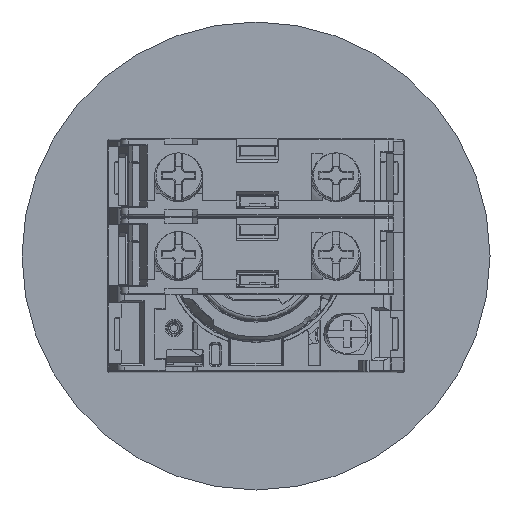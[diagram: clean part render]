
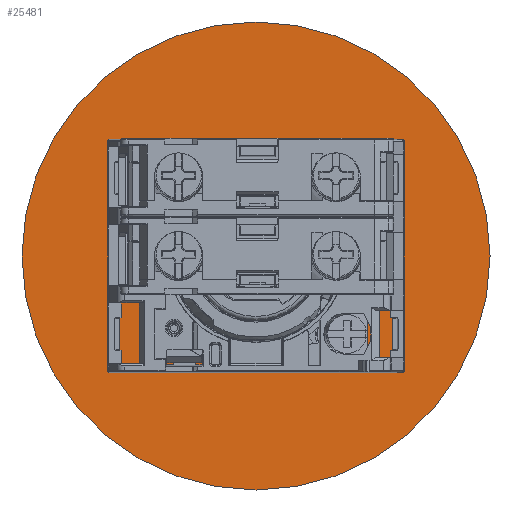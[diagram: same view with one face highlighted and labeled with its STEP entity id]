
A CAD part, front view. The second image highlights one B-rep face of the part: STEP entity #25481.
In plain terms, the highlighted face is planar.
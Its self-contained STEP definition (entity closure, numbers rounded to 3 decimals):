
#24689=CARTESIAN_POINT('',(0.,0.,-0.1));
#24690=DIRECTION('',(0.,0.,-1.));
#24691=DIRECTION('',(1.,0.,0.));
#24692=AXIS2_PLACEMENT_3D('',#24689,#24690,#24691);
#24694=CARTESIAN_POINT('',(0.,0.,-0.1));
#24695=DIRECTION('',(0.,0.,-1.));
#24696=DIRECTION('',(-1.,0.,0.));
#24697=AXIS2_PLACEMENT_3D('',#24694,#24695,#24696);
#24699=CARTESIAN_POINT('',(-8.273,10.324,-0.1));
#24700=DIRECTION('',(0.,0.,-1.));
#24701=DIRECTION('',(0.707,0.707,0.));
#24702=AXIS2_PLACEMENT_3D('',#24699,#24700,#24701);
#24704=DIRECTION('',(0.707,-0.707,0.));
#24705=VECTOR('',#24704,0.992);
#24706=CARTESIAN_POINT('',(-8.763,11.237,-0.1));
#24707=LINE('',#24706,#24705);
#24708=CARTESIAN_POINT('',(0.,0.,-0.1));
#24709=DIRECTION('',(0.,0.,1.));
#24710=DIRECTION('',(0.615,0.789,0.));
#24711=AXIS2_PLACEMENT_3D('',#24708,#24709,#24710);
#24713=DIRECTION('',(0.707,0.707,0.));
#24714=VECTOR('',#24713,0.992);
#24715=CARTESIAN_POINT('',(8.061,10.536,-0.1));
#24716=LINE('',#24715,#24714);
#24717=CARTESIAN_POINT('',(8.273,10.324,-0.1));
#24718=DIRECTION('',(0.,0.,-1.));
#24719=DIRECTION('',(-0.707,-0.707,0.));
#24720=AXIS2_PLACEMENT_3D('',#24717,#24718,#24719);
#24722=DIRECTION('',(-0.707,0.707,0.));
#24723=VECTOR('',#24722,3.076);
#24724=CARTESIAN_POINT('',(10.236,7.937,-0.1));
#24725=LINE('',#24724,#24723);
#24726=CARTESIAN_POINT('',(10.448,8.149,-0.1));
#24727=DIRECTION('',(0.,0.,-1.));
#24728=DIRECTION('',(0.,-1.,0.));
#24729=AXIS2_PLACEMENT_3D('',#24726,#24727,#24728);
#24731=CARTESIAN_POINT('',(0.,0.,-0.1));
#24732=DIRECTION('',(0.,0.,1.));
#24733=DIRECTION('',(0.835,-0.551,0.));
#24734=AXIS2_PLACEMENT_3D('',#24731,#24732,#24733);
#24736=CARTESIAN_POINT('',(10.448,-8.149,-0.1));
#24737=DIRECTION('',(0.,0.,-1.));
#24738=DIRECTION('',(-0.707,0.707,0.));
#24739=AXIS2_PLACEMENT_3D('',#24736,#24737,#24738);
#24741=DIRECTION('',(0.707,0.707,0.));
#24742=VECTOR('',#24741,3.076);
#24743=CARTESIAN_POINT('',(8.061,-10.112,-0.1));
#24744=LINE('',#24743,#24742);
#24745=CARTESIAN_POINT('',(8.273,-10.324,-0.1));
#24746=DIRECTION('',(0.,0.,-1.));
#24747=DIRECTION('',(-0.707,-0.707,0.));
#24748=AXIS2_PLACEMENT_3D('',#24745,#24746,#24747);
#24750=DIRECTION('',(-0.707,0.707,0.));
#24751=VECTOR('',#24750,0.992);
#24752=CARTESIAN_POINT('',(8.763,-11.237,-0.1));
#24753=LINE('',#24752,#24751);
#24754=CARTESIAN_POINT('',(0.,0.,-0.1));
#24755=DIRECTION('',(0.,0.,1.));
#24756=DIRECTION('',(-0.615,-0.789,0.));
#24757=AXIS2_PLACEMENT_3D('',#24754,#24755,#24756);
#24759=DIRECTION('',(-0.707,-0.707,0.));
#24760=VECTOR('',#24759,0.992);
#24761=CARTESIAN_POINT('',(-8.061,-10.536,-0.1));
#24762=LINE('',#24761,#24760);
#24763=CARTESIAN_POINT('',(-8.273,-10.324,-0.1));
#24764=DIRECTION('',(0.,0.,-1.));
#24765=DIRECTION('',(0.707,0.707,0.));
#24766=AXIS2_PLACEMENT_3D('',#24763,#24764,#24765);
#24768=DIRECTION('',(0.707,-0.707,0.));
#24769=VECTOR('',#24768,3.076);
#24770=CARTESIAN_POINT('',(-10.236,-7.937,-0.1));
#24771=LINE('',#24770,#24769);
#24772=CARTESIAN_POINT('',(-10.448,-8.149,-0.1));
#24773=DIRECTION('',(0.,0.,-1.));
#24774=DIRECTION('',(0.,1.,0.));
#24775=AXIS2_PLACEMENT_3D('',#24772,#24773,#24774);
#24777=CARTESIAN_POINT('',(0.,0.,-0.1));
#24778=DIRECTION('',(0.,0.,1.));
#24779=DIRECTION('',(-0.835,0.551,0.));
#24780=AXIS2_PLACEMENT_3D('',#24777,#24778,#24779);
#24782=CARTESIAN_POINT('',(-10.448,8.149,-0.1));
#24783=DIRECTION('',(0.,0.,-1.));
#24784=DIRECTION('',(0.707,-0.707,0.));
#24785=AXIS2_PLACEMENT_3D('',#24782,#24783,#24784);
#24787=DIRECTION('',(-0.707,-0.707,0.));
#24788=VECTOR('',#24787,3.076);
#24789=CARTESIAN_POINT('',(-8.061,10.112,-0.1));
#24790=LINE('',#24789,#24788);
#24826=DIRECTION('',(1.,0.,0.));
#24827=VECTOR('',#24826,1.446);
#24828=CARTESIAN_POINT('',(10.448,7.849,-0.1));
#24829=LINE('',#24828,#24827);
#24846=DIRECTION('',(-1.,0.,0.));
#24847=VECTOR('',#24846,1.446);
#24848=CARTESIAN_POINT('',(11.894,-7.849,-0.1));
#24849=LINE('',#24848,#24847);
#24893=DIRECTION('',(-1.,0.,0.));
#24894=VECTOR('',#24893,1.446);
#24895=CARTESIAN_POINT('',(-10.448,-7.849,-0.1));
#24896=LINE('',#24895,#24894);
#24913=DIRECTION('',(1.,0.,0.));
#24914=VECTOR('',#24913,1.446);
#24915=CARTESIAN_POINT('',(-11.894,7.849,-0.1));
#24916=LINE('',#24915,#24914);
#25030=CARTESIAN_POINT('',(-10.448,7.849,-0.1));
#25031=VERTEX_POINT('',#25030);
#25032=CARTESIAN_POINT('',(-10.236,7.937,-0.1));
#25033=VERTEX_POINT('',#25032);
#25036=CARTESIAN_POINT('',(-11.894,7.849,-0.1));
#25037=VERTEX_POINT('',#25036);
#25040=CARTESIAN_POINT('',(-8.061,10.112,-0.1));
#25041=VERTEX_POINT('',#25040);
#25080=CARTESIAN_POINT('',(11.894,-7.849,-0.1));
#25081=CARTESIAN_POINT('',(10.448,-7.849,-0.1));
#25082=VERTEX_POINT('',#25080);
#25083=VERTEX_POINT('',#25081);
#25084=CARTESIAN_POINT('',(8.061,-10.536,-0.1));
#25085=VERTEX_POINT('',#25084);
#25086=CARTESIAN_POINT('',(8.763,-11.237,-0.1));
#25087=VERTEX_POINT('',#25086);
#25100=CARTESIAN_POINT('',(-10.236,-7.937,-0.1));
#25101=VERTEX_POINT('',#25100);
#25102=CARTESIAN_POINT('',(-10.448,-7.849,-0.1));
#25103=VERTEX_POINT('',#25102);
#25104=CARTESIAN_POINT('',(-8.061,-10.112,-0.1));
#25105=VERTEX_POINT('',#25104);
#25106=CARTESIAN_POINT('',(-8.061,-10.536,-0.1));
#25107=VERTEX_POINT('',#25106);
#25108=CARTESIAN_POINT('',(-8.763,-11.237,-0.1));
#25109=VERTEX_POINT('',#25108);
#25122=CARTESIAN_POINT('',(10.236,7.937,-0.1));
#25123=VERTEX_POINT('',#25122);
#25124=CARTESIAN_POINT('',(10.448,7.849,-0.1));
#25125=VERTEX_POINT('',#25124);
#25126=CARTESIAN_POINT('',(8.061,10.112,-0.1));
#25127=VERTEX_POINT('',#25126);
#25128=CARTESIAN_POINT('',(8.061,10.536,-0.1));
#25129=VERTEX_POINT('',#25128);
#25130=CARTESIAN_POINT('',(8.763,11.237,-0.1));
#25131=VERTEX_POINT('',#25130);
#25136=CARTESIAN_POINT('',(-8.061,10.536,-0.1));
#25137=VERTEX_POINT('',#25136);
#25138=CARTESIAN_POINT('',(-8.763,11.237,-0.1));
#25139=VERTEX_POINT('',#25138);
#25140=CARTESIAN_POINT('',(10.236,-7.937,-0.1));
#25141=VERTEX_POINT('',#25140);
#25142=CARTESIAN_POINT('',(8.061,-10.112,-0.1));
#25143=VERTEX_POINT('',#25142);
#25144=CARTESIAN_POINT('',(-11.894,-7.849,-0.1));
#25145=VERTEX_POINT('',#25144);
#25146=CARTESIAN_POINT('',(11.894,7.849,-0.1));
#25147=VERTEX_POINT('',#25146);
#25186=CARTESIAN_POINT('',(-30.,0.,-0.1));
#25188=VERTEX_POINT('',#25186);
#25190=CARTESIAN_POINT('',(30.,0.,-0.1));
#25192=VERTEX_POINT('',#25190);
#25429=CARTESIAN_POINT('',(0.,0.,-0.1));
#25430=DIRECTION('',(0.,0.,-1.));
#25431=DIRECTION('',(1.,0.,0.));
#25432=AXIS2_PLACEMENT_3D('',#25429,#25430,#25431);
#25433=PLANE('',#25432);
#25434=ORIENTED_EDGE('',*,*,#25423,.F.);
#25435=ORIENTED_EDGE('',*,*,#25409,.F.);
#25436=EDGE_LOOP('',(#25434,#25435));
#25437=FACE_OUTER_BOUND('',#25436,.F.);
#25439=ORIENTED_EDGE('',*,*,#25438,.F.);
#25440=ORIENTED_EDGE('',*,*,#25239,.F.);
#25441=ORIENTED_EDGE('',*,*,#25263,.F.);
#25443=ORIENTED_EDGE('',*,*,#25442,.F.);
#25445=ORIENTED_EDGE('',*,*,#25444,.F.);
#25447=ORIENTED_EDGE('',*,*,#25446,.F.);
#25449=ORIENTED_EDGE('',*,*,#25448,.F.);
#25451=ORIENTED_EDGE('',*,*,#25450,.T.);
#25452=ORIENTED_EDGE('',*,*,#25255,.F.);
#25454=ORIENTED_EDGE('',*,*,#25453,.T.);
#25456=ORIENTED_EDGE('',*,*,#25455,.F.);
#25458=ORIENTED_EDGE('',*,*,#25457,.F.);
#25460=ORIENTED_EDGE('',*,*,#25459,.F.);
#25461=ORIENTED_EDGE('',*,*,#25317,.F.);
#25462=ORIENTED_EDGE('',*,*,#25353,.F.);
#25464=ORIENTED_EDGE('',*,*,#25463,.F.);
#25466=ORIENTED_EDGE('',*,*,#25465,.F.);
#25468=ORIENTED_EDGE('',*,*,#25467,.F.);
#25470=ORIENTED_EDGE('',*,*,#25469,.F.);
#25472=ORIENTED_EDGE('',*,*,#25471,.T.);
#25473=ORIENTED_EDGE('',*,*,#25345,.F.);
#25475=ORIENTED_EDGE('',*,*,#25474,.T.);
#25476=ORIENTED_EDGE('',*,*,#25203,.F.);
#25478=ORIENTED_EDGE('',*,*,#25477,.F.);
#25479=EDGE_LOOP('',(#25439,#25440,#25441,#25443,#25445,#25447,#25449,#25451,
#25452,#25454,#25456,#25458,#25460,#25461,#25462,#25464,#25466,#25468,#25470,
#25472,#25473,#25475,#25476,#25478));
#25480=FACE_BOUND('',#25479,.F.);
#25481=ADVANCED_FACE('',(#25437,#25480),#25433,.T.);
#24693=CIRCLE('',#24692,30.);
#24698=CIRCLE('',#24697,30.);
#24703=CIRCLE('',#24702,0.3);
#24712=CIRCLE('',#24711,14.25);
#24721=CIRCLE('',#24720,0.3);
#24730=CIRCLE('',#24729,0.3);
#24735=CIRCLE('',#24734,14.25);
#24740=CIRCLE('',#24739,0.3);
#24749=CIRCLE('',#24748,0.3);
#24758=CIRCLE('',#24757,14.25);
#24767=CIRCLE('',#24766,0.3);
#24776=CIRCLE('',#24775,0.3);
#24781=CIRCLE('',#24780,14.25);
#24786=CIRCLE('',#24785,0.3);
#25203=EDGE_CURVE('',#25033,#25031,#24786,.T.);
#25239=EDGE_CURVE('',#25139,#25137,#24707,.T.);
#25255=EDGE_CURVE('',#25082,#25147,#24735,.T.);
#25263=EDGE_CURVE('',#25131,#25139,#24712,.T.);
#25317=EDGE_CURVE('',#25087,#25085,#24753,.T.);
#25345=EDGE_CURVE('',#25037,#25145,#24781,.T.);
#25353=EDGE_CURVE('',#25109,#25087,#24758,.T.);
#25409=EDGE_CURVE('',#25188,#25192,#24698,.T.);
#25423=EDGE_CURVE('',#25192,#25188,#24693,.T.);
#25438=EDGE_CURVE('',#25137,#25041,#24703,.T.);
#25442=EDGE_CURVE('',#25129,#25131,#24716,.T.);
#25444=EDGE_CURVE('',#25127,#25129,#24721,.T.);
#25446=EDGE_CURVE('',#25123,#25127,#24725,.T.);
#25448=EDGE_CURVE('',#25125,#25123,#24730,.T.);
#25450=EDGE_CURVE('',#25125,#25147,#24829,.T.);
#25453=EDGE_CURVE('',#25082,#25083,#24849,.T.);
#25455=EDGE_CURVE('',#25141,#25083,#24740,.T.);
#25457=EDGE_CURVE('',#25143,#25141,#24744,.T.);
#25459=EDGE_CURVE('',#25085,#25143,#24749,.T.);
#25463=EDGE_CURVE('',#25107,#25109,#24762,.T.);
#25465=EDGE_CURVE('',#25105,#25107,#24767,.T.);
#25467=EDGE_CURVE('',#25101,#25105,#24771,.T.);
#25469=EDGE_CURVE('',#25103,#25101,#24776,.T.);
#25471=EDGE_CURVE('',#25103,#25145,#24896,.T.);
#25474=EDGE_CURVE('',#25037,#25031,#24916,.T.);
#25477=EDGE_CURVE('',#25041,#25033,#24790,.T.);
